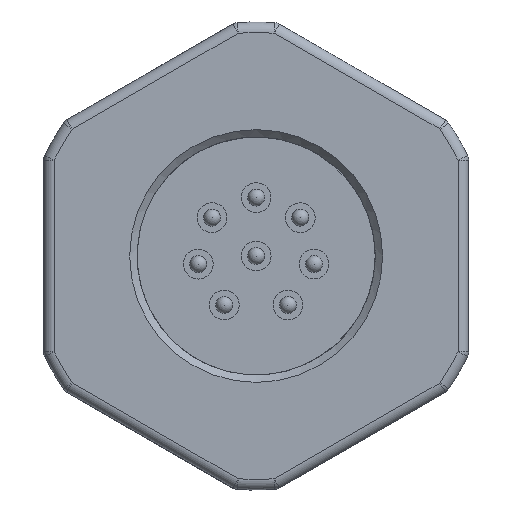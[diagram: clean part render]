
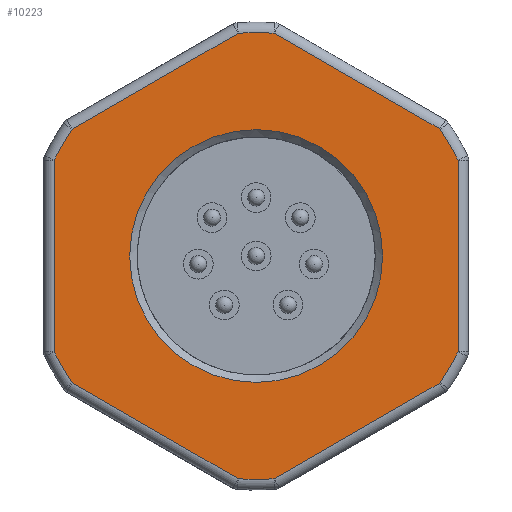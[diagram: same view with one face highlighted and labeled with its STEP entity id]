
A CAD part, left-side view. The second image highlights one B-rep face of the part: STEP entity #10223.
In plain terms, the highlighted face is planar.
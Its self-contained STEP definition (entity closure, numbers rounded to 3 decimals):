
#325=PLANE('',#11085);
#976=LINE('',#19773,#1800);
#984=LINE('',#19808,#1808);
#990=LINE('',#19830,#1814);
#1003=LINE('',#19917,#1827);
#1009=LINE('',#19945,#1833);
#1014=LINE('',#19971,#1838);
#1800=VECTOR('',#12483,1000.);
#1808=VECTOR('',#12531,1000.);
#1814=VECTOR('',#12565,1000.);
#1827=VECTOR('',#12686,1000.);
#1833=VECTOR('',#12724,1000.);
#1838=VECTOR('',#12761,1000.);
#3748=ORIENTED_EDGE('',*,*,#5677,.F.);
#3749=ORIENTED_EDGE('',*,*,#6043,.F.);
#3750=ORIENTED_EDGE('',*,*,#6036,.T.);
#3751=ORIENTED_EDGE('',*,*,#6029,.F.);
#3752=ORIENTED_EDGE('',*,*,#6022,.F.);
#3753=ORIENTED_EDGE('',*,*,#6015,.F.);
#3754=ORIENTED_EDGE('',*,*,#5948,.F.);
#3755=ORIENTED_EDGE('',*,*,#5934,.F.);
#3756=ORIENTED_EDGE('',*,*,#5966,.T.);
#3757=ORIENTED_EDGE('',*,*,#5926,.F.);
#3758=ORIENTED_EDGE('',*,*,#5978,.F.);
#3759=ORIENTED_EDGE('',*,*,#5915,.F.);
#3760=ORIENTED_EDGE('',*,*,#6049,.F.);
#5677=EDGE_CURVE('',#7080,#7080,#7987,.T.);
#5915=EDGE_CURVE('',#7235,#7242,#8005,.T.);
#5926=EDGE_CURVE('',#7250,#7251,#8014,.T.);
#5934=EDGE_CURVE('',#7257,#7255,#8022,.T.);
#5948=EDGE_CURVE('',#7255,#7266,#976,.T.);
#5966=EDGE_CURVE('',#7257,#7251,#984,.T.);
#5978=EDGE_CURVE('',#7242,#7250,#990,.T.);
#6015=EDGE_CURVE('',#7266,#7293,#8075,.T.);
#6022=EDGE_CURVE('',#7293,#7296,#1003,.T.);
#6029=EDGE_CURVE('',#7296,#7299,#8083,.T.);
#6036=EDGE_CURVE('',#7302,#7299,#1009,.T.);
#6043=EDGE_CURVE('',#7302,#7305,#8091,.T.);
#6049=EDGE_CURVE('',#7305,#7235,#1014,.T.);
#7080=VERTEX_POINT('',#15258);
#7235=VERTEX_POINT('',#19685);
#7242=VERTEX_POINT('',#19704);
#7250=VERTEX_POINT('',#19726);
#7251=VERTEX_POINT('',#19728);
#7255=VERTEX_POINT('',#19739);
#7257=VERTEX_POINT('',#19743);
#7266=VERTEX_POINT('',#19770);
#7293=VERTEX_POINT('',#19904);
#7296=VERTEX_POINT('',#19918);
#7299=VERTEX_POINT('',#19932);
#7302=VERTEX_POINT('',#19946);
#7305=VERTEX_POINT('',#19960);
#7987=CIRCLE('',#10879,5.95);
#8005=CIRCLE('',#10926,10.5);
#8014=CIRCLE('',#10939,10.5);
#8022=CIRCLE('',#10949,10.5);
#8075=CIRCLE('',#11045,10.5);
#8083=CIRCLE('',#11061,10.5);
#8091=CIRCLE('',#11077,10.5);
#8653=EDGE_LOOP('',(#3748));
#8654=EDGE_LOOP('',(#3749,#3750,#3751,#3752,#3753,#3754,#3755,#3756,#3757,
#3758,#3759,#3760));
#9407=FACE_BOUND('',#8653,.T.);
#9408=FACE_BOUND('',#8654,.T.);
#10223=ADVANCED_FACE('',(#9407,#9408),#325,.F.);
#10879=AXIS2_PLACEMENT_3D('',#15257,#12265,#12266);
#10926=AXIS2_PLACEMENT_3D('',#19703,#12399,#12400);
#10939=AXIS2_PLACEMENT_3D('',#19727,#12427,#12428);
#10949=AXIS2_PLACEMENT_3D('',#19744,#12447,#12448);
#11045=AXIS2_PLACEMENT_3D('',#19903,#12667,#12668);
#11061=AXIS2_PLACEMENT_3D('',#19931,#12705,#12706);
#11077=AXIS2_PLACEMENT_3D('',#19959,#12743,#12744);
#11085=AXIS2_PLACEMENT_3D('',#19972,#12762,#12763);
#12265=DIRECTION('',(0.,0.,-1.));
#12266=DIRECTION('',(0.,1.,0.));
#12399=DIRECTION('',(0.,0.,1.));
#12400=DIRECTION('',(-0.081,-0.997,0.));
#12427=DIRECTION('',(0.,0.,1.));
#12428=DIRECTION('',(0.823,-0.568,0.));
#12447=DIRECTION('',(0.,0.,1.));
#12448=DIRECTION('',(0.904,0.429,0.));
#12483=DIRECTION('',(-0.866,0.5,0.));
#12531=DIRECTION('',(0.,-1.,0.));
#12565=DIRECTION('',(0.866,0.5,0.));
#12667=DIRECTION('',(0.,0.,1.));
#12668=DIRECTION('',(0.081,0.997,0.));
#12686=DIRECTION('',(-0.866,-0.5,0.));
#12705=DIRECTION('',(0.,0.,1.));
#12706=DIRECTION('',(-0.823,0.568,0.));
#12724=DIRECTION('',(0.,1.,0.));
#12743=DIRECTION('',(0.,0.,1.));
#12744=DIRECTION('',(-0.904,-0.429,0.));
#12761=DIRECTION('',(0.866,-0.5,0.));
#12762=DIRECTION('',(0.,0.,1.));
#12763=DIRECTION('',(-1.,0.,0.));
#15257=CARTESIAN_POINT('',(0.,0.,5.));
#15258=CARTESIAN_POINT('',(0.,5.95,5.));
#19685=CARTESIAN_POINT('',(-0.846,-10.481,5.));
#19703=CARTESIAN_POINT('',(0.,-0.015,5.));
#19704=CARTESIAN_POINT('',(0.846,-10.481,5.));
#19726=CARTESIAN_POINT('',(8.654,-5.973,5.));
#19727=CARTESIAN_POINT('',(0.013,-0.008,5.));
#19728=CARTESIAN_POINT('',(9.5,-4.508,5.));
#19739=CARTESIAN_POINT('',(8.654,5.973,5.));
#19743=CARTESIAN_POINT('',(9.5,4.508,5.));
#19744=CARTESIAN_POINT('',(0.013,0.008,5.));
#19770=CARTESIAN_POINT('',(0.846,10.481,5.));
#19773=CARTESIAN_POINT('',(8.654,5.973,5.));
#19808=CARTESIAN_POINT('',(9.5,4.508,5.));
#19830=CARTESIAN_POINT('',(0.846,-10.481,5.));
#19903=CARTESIAN_POINT('',(0.,0.015,5.));
#19904=CARTESIAN_POINT('',(-0.846,10.481,5.));
#19917=CARTESIAN_POINT('',(-0.846,10.481,5.));
#19918=CARTESIAN_POINT('',(-8.654,5.973,5.));
#19931=CARTESIAN_POINT('',(-0.013,0.008,5.));
#19932=CARTESIAN_POINT('',(-9.5,4.508,5.));
#19945=CARTESIAN_POINT('',(-9.5,-4.508,5.));
#19946=CARTESIAN_POINT('',(-9.5,-4.508,5.));
#19959=CARTESIAN_POINT('',(-0.013,-0.008,5.));
#19960=CARTESIAN_POINT('',(-8.654,-5.973,5.));
#19971=CARTESIAN_POINT('',(-8.654,-5.973,5.));
#19972=CARTESIAN_POINT('',(0.,0.,5.));
